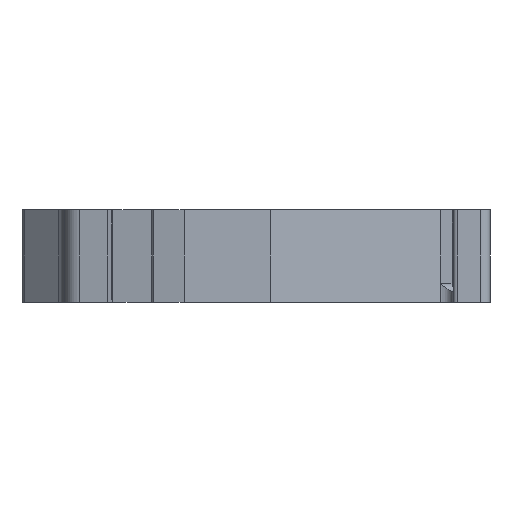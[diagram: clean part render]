
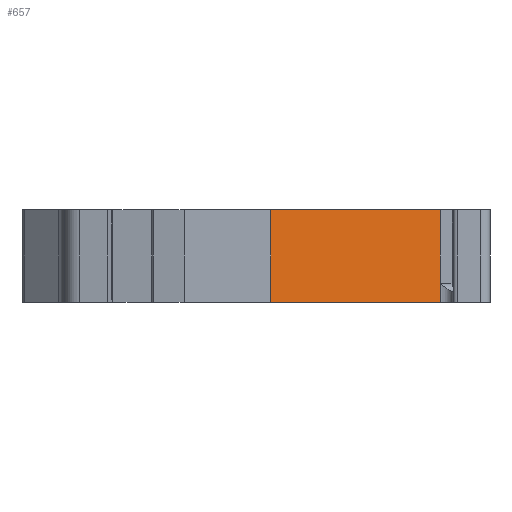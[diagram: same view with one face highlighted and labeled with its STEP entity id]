
A CAD part, left-side view. The second image highlights one B-rep face of the part: STEP entity #657.
In plain terms, the highlighted planar face has unit normal (-0.985, -0.174, 0).
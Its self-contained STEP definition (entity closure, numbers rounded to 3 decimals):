
#169 = CARTESIAN_POINT ( 'NONE',  ( -30.436, -13.897, 10. ) ) ;
#171 = EDGE_CURVE ( 'NONE', #6351, #6331, #2752, .T. ) ;
#289 = DIRECTION ( 'NONE',  ( 0., 0., -1. ) ) ;
#657 = ADVANCED_FACE ( 'NONE', ( #1833 ), #7166, .F. ) ;
#681 = CARTESIAN_POINT ( 'NONE',  ( -33.67, 4.445, 0. ) ) ;
#1833 = FACE_OUTER_BOUND ( 'NONE', #7517, .T. ) ;
#2320 = EDGE_CURVE ( 'NONE', #6960, #6331, #5226, .T. ) ;
#2493 = VECTOR ( 'NONE', #2816, 1000. ) ;
#2529 = EDGE_CURVE ( 'NONE', #7419, #6960, #6967, .T. ) ;
#2752 = LINE ( 'NONE', #169, #2843 ) ;
#2808 = CARTESIAN_POINT ( 'NONE',  ( -20.969, -67.583, 10. ) ) ;
#2816 = DIRECTION ( 'NONE',  ( 0.174, -0.985, 0. ) ) ;
#2843 = VECTOR ( 'NONE', #289, 1000. ) ;
#3166 = AXIS2_PLACEMENT_3D ( 'NONE', #7246, #7235, #7102 ) ;
#3461 = CARTESIAN_POINT ( 'NONE',  ( -33.67, 4.445, 10. ) ) ;
#3529 = DIRECTION ( 'NONE',  ( 0., 0., -1. ) ) ;
#3535 = CARTESIAN_POINT ( 'NONE',  ( -33.67, 4.445, 10. ) ) ;
#4094 = LINE ( 'NONE', #2808, #2493 ) ;
#4123 = DIRECTION ( 'NONE',  ( 0.174, -0.985, 0. ) ) ;
#4161 = CARTESIAN_POINT ( 'NONE',  ( -20.969, -67.583, 0. ) ) ;
#4389 = VECTOR ( 'NONE', #4123, 1000. ) ;
#5226 = LINE ( 'NONE', #4161, #4389 ) ;
#6331 = VERTEX_POINT ( 'NONE', #6915 ) ;
#6351 = VERTEX_POINT ( 'NONE', #6823 ) ;
#6525 = ORIENTED_EDGE ( 'NONE', *, *, #2320, .T. ) ;
#6675 = ORIENTED_EDGE ( 'NONE', *, *, #171, .F. ) ;
#6766 = EDGE_CURVE ( 'NONE', #7419, #6351, #4094, .T. ) ;
#6790 = ORIENTED_EDGE ( 'NONE', *, *, #6766, .F. ) ;
#6823 = CARTESIAN_POINT ( 'NONE',  ( -30.436, -13.897, 10. ) ) ;
#6915 = CARTESIAN_POINT ( 'NONE',  ( -30.436, -13.897, 0. ) ) ;
#6960 = VERTEX_POINT ( 'NONE', #681 ) ;
#6967 = LINE ( 'NONE', #3535, #7136 ) ;
#7102 = DIRECTION ( 'NONE',  ( -0.174, 0.985, 0. ) ) ;
#7136 = VECTOR ( 'NONE', #3529, 1000. ) ;
#7166 = PLANE ( 'NONE',  #3166 ) ;
#7211 = ORIENTED_EDGE ( 'NONE', *, *, #2529, .T. ) ;
#7235 = DIRECTION ( 'NONE',  ( 0.985, 0.174, 0. ) ) ;
#7246 = CARTESIAN_POINT ( 'NONE',  ( -20.969, -67.583, 10. ) ) ;
#7419 = VERTEX_POINT ( 'NONE', #3461 ) ;
#7517 = EDGE_LOOP ( 'NONE', ( #6525, #6675, #6790, #7211 ) ) ;
